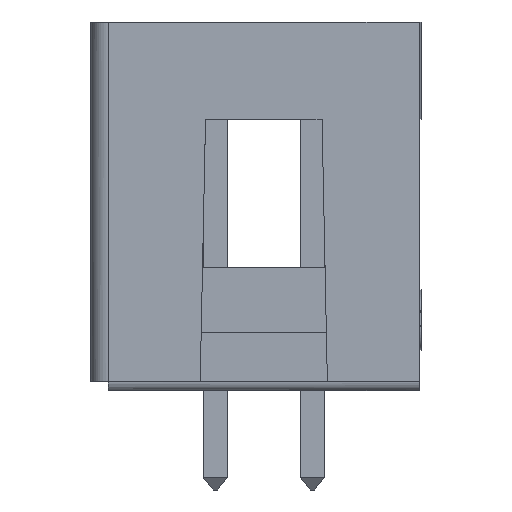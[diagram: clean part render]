
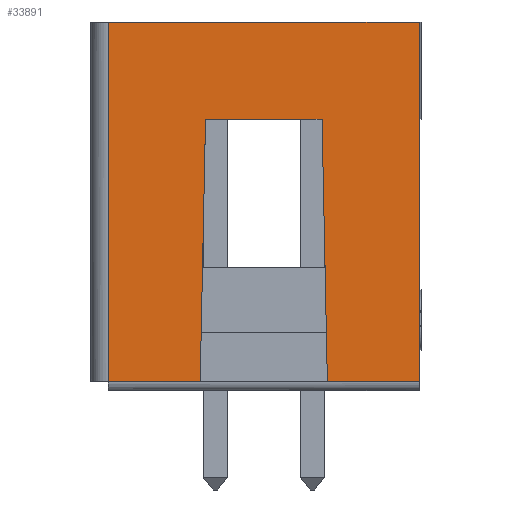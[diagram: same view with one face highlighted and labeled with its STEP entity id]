
A CAD part, left-side view. The second image highlights one B-rep face of the part: STEP entity #33891.
In plain terms, the highlighted planar face has unit normal (-1, 0, 0).
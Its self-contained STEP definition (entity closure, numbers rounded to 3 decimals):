
#31892=CARTESIAN_POINT('',(-44.298,-1.524,7.112));
#31893=VERTEX_POINT('',#31892);
#31903=CARTESIAN_POINT('',(-44.298,1.524,7.112));
#31904=VERTEX_POINT('',#31903);
#31905=CARTESIAN_POINT('',(-44.298,1.524,7.112));
#31906=CARTESIAN_POINT('',(-44.298,0.508,7.112));
#31907=CARTESIAN_POINT('',(-44.298,-0.508,7.112));
#31908=CARTESIAN_POINT('',(-44.298,-1.524,7.112));
#31909=QUASI_UNIFORM_CURVE('',3,(#31905,#31906,#31907,#31908),.UNSPECIFIED.,.F.,.U.);
#31910=EDGE_CURVE('',#31904,#31893,#31909,.T.);
#32452=CARTESIAN_POINT('',(-44.298,4.064,9.652));
#32453=VERTEX_POINT('',#32452);
#32454=CARTESIAN_POINT('',(-44.298,4.064,0.254));
#32455=VERTEX_POINT('',#32454);
#32456=CARTESIAN_POINT('',(-44.298,4.064,9.652));
#32457=CARTESIAN_POINT('',(-44.298,4.064,6.519));
#32458=CARTESIAN_POINT('',(-44.298,4.064,3.387));
#32459=CARTESIAN_POINT('',(-44.298,4.064,0.254));
#32460=QUASI_UNIFORM_CURVE('',3,(#32456,#32457,#32458,#32459),.UNSPECIFIED.,.F.,.U.);
#32461=EDGE_CURVE('',#32453,#32455,#32460,.T.);
#33086=CARTESIAN_POINT('',(-44.298,1.664,0.254));
#33087=VERTEX_POINT('',#33086);
#33088=CARTESIAN_POINT('',(-44.298,1.664,0.254));
#33089=CARTESIAN_POINT('',(-44.298,1.617,2.54));
#33090=CARTESIAN_POINT('',(-44.298,1.571,4.826));
#33091=CARTESIAN_POINT('',(-44.298,1.524,7.112));
#33092=QUASI_UNIFORM_CURVE('',3,(#33088,#33089,#33090,#33091),.UNSPECIFIED.,.F.,.U.);
#33093=EDGE_CURVE('',#33087,#31904,#33092,.T.);
#33159=CARTESIAN_POINT('',(-44.298,-1.664,0.254));
#33160=VERTEX_POINT('',#33159);
#33168=CARTESIAN_POINT('',(-44.298,-1.524,7.112));
#33169=CARTESIAN_POINT('',(-44.298,-1.571,4.826));
#33170=CARTESIAN_POINT('',(-44.298,-1.617,2.54));
#33171=CARTESIAN_POINT('',(-44.298,-1.664,0.254));
#33172=QUASI_UNIFORM_CURVE('',3,(#33168,#33169,#33170,#33171),.UNSPECIFIED.,.F.,.U.);
#33173=EDGE_CURVE('',#31893,#33160,#33172,.T.);
#33848=CARTESIAN_POINT('',(-44.298,4.47,10.122));
#33849=DIRECTION('',(-1.0,0.0,0.0));
#33850=DIRECTION('',(0.0,0.0,-1.0));
#33851=AXIS2_PLACEMENT_3D('',#33848,#33849,#33850);
#33852=PLANE('',#33851);
#33853=ORIENTED_EDGE('',*,*,#32461,.T.);
#33854=CARTESIAN_POINT('',(-44.298,1.664,0.254));
#33855=CARTESIAN_POINT('',(-44.298,2.464,0.254));
#33856=CARTESIAN_POINT('',(-44.298,3.264,0.254));
#33857=CARTESIAN_POINT('',(-44.298,4.064,0.254));
#33858=QUASI_UNIFORM_CURVE('',3,(#33854,#33855,#33856,#33857),.UNSPECIFIED.,.F.,.U.);
#33859=EDGE_CURVE('',#33087,#32455,#33858,.T.);
#33860=ORIENTED_EDGE('',*,*,#33859,.F.);
#33861=ORIENTED_EDGE('',*,*,#33093,.T.);
#33862=ORIENTED_EDGE('',*,*,#31910,.T.);
#33863=ORIENTED_EDGE('',*,*,#33173,.T.);
#33864=CARTESIAN_POINT('',(-44.298,-4.064,0.254));
#33865=VERTEX_POINT('',#33864);
#33866=CARTESIAN_POINT('',(-44.298,-4.064,0.254));
#33867=CARTESIAN_POINT('',(-44.298,-3.264,0.254));
#33868=CARTESIAN_POINT('',(-44.298,-2.464,0.254));
#33869=CARTESIAN_POINT('',(-44.298,-1.664,0.254));
#33870=QUASI_UNIFORM_CURVE('',3,(#33866,#33867,#33868,#33869),.UNSPECIFIED.,.F.,.U.);
#33871=EDGE_CURVE('',#33865,#33160,#33870,.T.);
#33872=ORIENTED_EDGE('',*,*,#33871,.F.);
#33873=CARTESIAN_POINT('',(-44.298,-4.064,9.652));
#33874=VERTEX_POINT('',#33873);
#33875=CARTESIAN_POINT('',(-44.298,-4.064,9.652));
#33876=CARTESIAN_POINT('',(-44.298,-4.064,6.519));
#33877=CARTESIAN_POINT('',(-44.298,-4.064,3.387));
#33878=CARTESIAN_POINT('',(-44.298,-4.064,0.254));
#33879=QUASI_UNIFORM_CURVE('',3,(#33875,#33876,#33877,#33878),.UNSPECIFIED.,.F.,.U.);
#33880=EDGE_CURVE('',#33874,#33865,#33879,.T.);
#33881=ORIENTED_EDGE('',*,*,#33880,.F.);
#33882=CARTESIAN_POINT('',(-44.298,4.064,9.652));
#33883=CARTESIAN_POINT('',(-44.298,1.355,9.652));
#33884=CARTESIAN_POINT('',(-44.298,-1.355,9.652));
#33885=CARTESIAN_POINT('',(-44.298,-4.064,9.652));
#33886=QUASI_UNIFORM_CURVE('',3,(#33882,#33883,#33884,#33885),.UNSPECIFIED.,.F.,.U.);
#33887=EDGE_CURVE('',#32453,#33874,#33886,.T.);
#33888=ORIENTED_EDGE('',*,*,#33887,.F.);
#33889=EDGE_LOOP('',(#33853,#33860,#33861,#33862,#33863,#33872,#33881,#33888));
#33890=FACE_OUTER_BOUND('',#33889,.T.);
#33891=ADVANCED_FACE('',(#33890),#33852,.T.);
